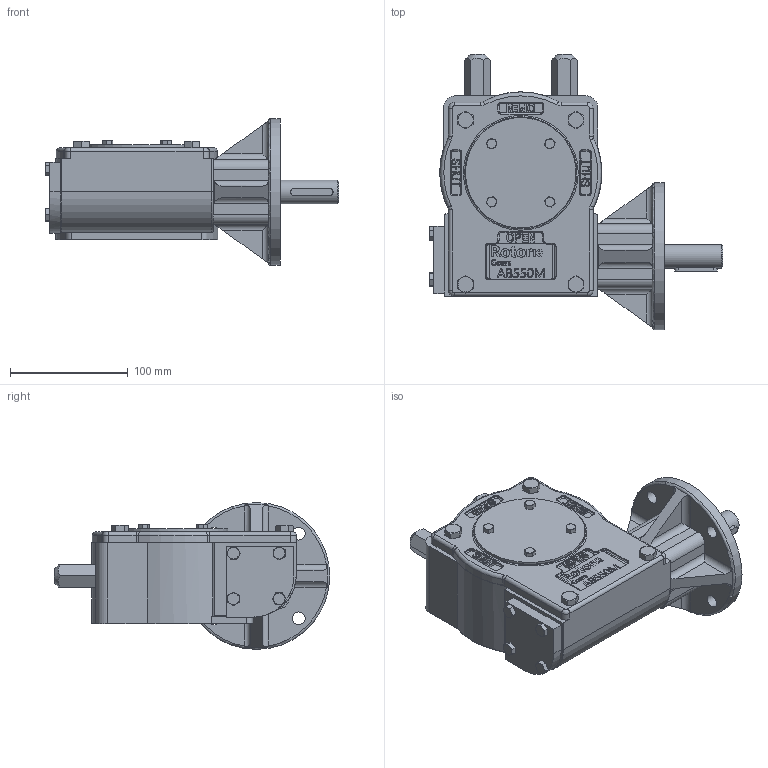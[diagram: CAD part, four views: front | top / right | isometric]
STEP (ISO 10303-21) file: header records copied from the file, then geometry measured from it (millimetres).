
FILE_DESCRIPTION(/* description */ ('Unknown'),/* implementation_level */ '2;1');
FILE_NAME(/* name */ 'AB550MG LH',/* time_stamp */ '2016-12-13T12:25:38+01:00',/* author */ ('Unknown'),/* organization */ ('Unknown'),/* preprocessor_version */ 'ST-DEVELOPER v16',/* originating_system */ 'DEX',/* authorisation */ $);
FILE_SCHEMA (('AP242_MANAGED_MODEL_BASED_3D_ENGINEERING_MIM_LF { 1 0 10303 442 1 1 4 }','AUTOMOTIVE_DESIGN {1 0 10303 214 3 1 1}'));
Products named in the file (1): AB550MG LH
Bounding box: 250 x 234.5 x 125 mm (x, y, z)
Volume: 1488095.9 mm3; surface area: 262230.3 mm2
Topology: 1 solids, 32 shells, 1375 faces, 3409 edges, 2164 vertices
Faces by surface type: plane 591, cylinder 339, cone 198, torus 137, bspline 96, sphere 14
Full cylindrical faces by diameter (mm): 3 x1, 3.242 x4, 4.134 x4, 4.917 x16, 5 x4, 5.6 x2, 6 x13, 6.647 x8, 7 x8, 8 x8, 8.376 x8, 9 x4, 10 x4, 10.106 x10, 10.2 x2, 11 x4, 12 x4, 16 x1, 20 x2, 21 x1, 23 x2, 24 x2, 26 x2, 57.15 x1, 59 x2, 60 x3, 68 x1, 70 x1, 94 x1, 125 x1
Entity records: 64228 total; most frequent: CARTESIAN_POINT 25227, ORIENTED_EDGE 6096, DIRECTION 5580, EDGE_CURVE 3048, AXIS2_PLACEMENT_3D 2311, VERTEX_POINT 2049, FACE_BOUND 1727, EDGE_LOOP 1700
